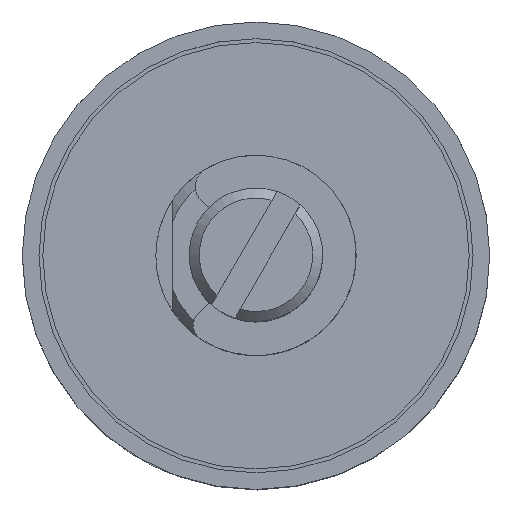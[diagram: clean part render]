
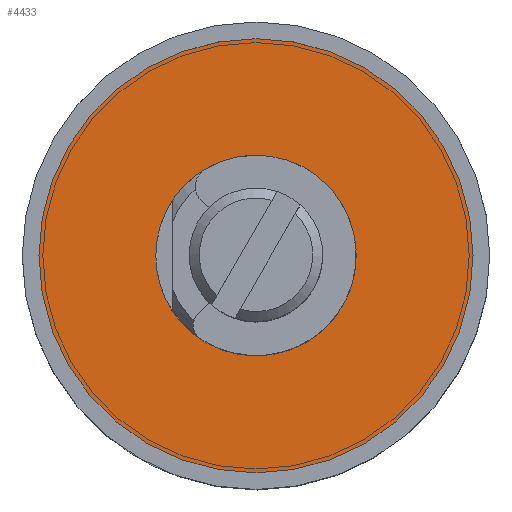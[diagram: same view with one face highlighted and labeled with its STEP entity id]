
A CAD part, top view. The second image highlights one B-rep face of the part: STEP entity #4433.
In plain terms, the highlighted planar face has unit normal (0, 0, 1).
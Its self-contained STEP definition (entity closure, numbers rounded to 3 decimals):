
#460 = DIRECTION ( 'NONE',  ( 0., 0., 1. ) ) ;
#582 = DIRECTION ( 'NONE',  ( 0., 0., 1. ) ) ;
#687 = VERTEX_POINT ( 'NONE', #5299 ) ;
#982 = DIRECTION ( 'NONE',  ( -1., 0., 0. ) ) ;
#1126 = FACE_OUTER_BOUND ( 'NONE', #8259, .T. ) ;
#1199 = CARTESIAN_POINT ( 'NONE',  ( 0., 0., 0.5 ) ) ;
#1756 = AXIS2_PLACEMENT_3D ( 'NONE', #8820, #1811, #982 ) ;
#1811 = DIRECTION ( 'NONE',  ( 0., 0., -1. ) ) ;
#1814 = AXIS2_PLACEMENT_3D ( 'NONE', #1199, #460, #8252 ) ;
#2571 = ORIENTED_EDGE ( 'NONE', *, *, #4960, .T. ) ;
#4295 = EDGE_CURVE ( 'NONE', #687, #687, #6670, .T. ) ;
#4433 = ADVANCED_FACE ( 'NONE', ( #7445, #1126 ), #4740, .T. ) ;
#4570 = CARTESIAN_POINT ( 'NONE',  ( -3., 0., 0.5 ) ) ;
#4740 = PLANE ( 'NONE',  #6247 ) ;
#4861 = ORIENTED_EDGE ( 'NONE', *, *, #4295, .T. ) ;
#4960 = EDGE_CURVE ( 'NONE', #6111, #6111, #8850, .T. ) ;
#5299 = CARTESIAN_POINT ( 'NONE',  ( 6.5, 0., 0.5 ) ) ;
#5810 = EDGE_LOOP ( 'NONE', ( #2571 ) ) ;
#6111 = VERTEX_POINT ( 'NONE', #4570 ) ;
#6247 = AXIS2_PLACEMENT_3D ( 'NONE', #9031, #582, #8361 ) ;
#6670 = CIRCLE ( 'NONE', #1814, 6.5 ) ;
#7445 = FACE_BOUND ( 'NONE', #5810, .T. ) ;
#8252 = DIRECTION ( 'NONE',  ( 1., 0., 0. ) ) ;
#8259 = EDGE_LOOP ( 'NONE', ( #4861 ) ) ;
#8361 = DIRECTION ( 'NONE',  ( 1., 0., 0. ) ) ;
#8820 = CARTESIAN_POINT ( 'NONE',  ( 0., 0., 0.5 ) ) ;
#8850 = CIRCLE ( 'NONE', #1756, 3. ) ;
#9031 = CARTESIAN_POINT ( 'NONE',  ( 3., 0., 0.5 ) ) ;
